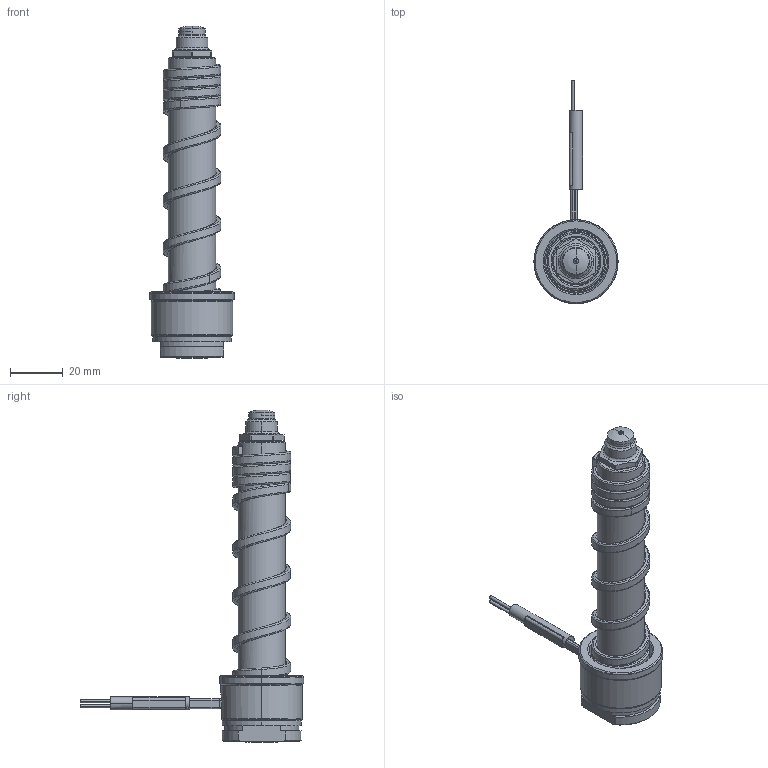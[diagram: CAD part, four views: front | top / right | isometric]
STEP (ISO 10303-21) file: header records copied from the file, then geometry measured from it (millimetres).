
FILE_DESCRIPTION((''),'2;1');
FILE_NAME('SM-126-BES-R','2014-02-24T',('Íàòàëüÿ'),('IMID'),'PRO/ENGINEER BY PARAMETRIC TECHNOLOGY CORPORATION, 2010180','PRO/ENGINEER BY PARAMETRIC TECHNOLOGY CORPORATION, 2010180','');
FILE_SCHEMA(('CONFIG_CONTROL_DESIGN'));
Length unit declared in the file: millimetre
Products named in the file (1): SM-126-BES-R
Bounding box: 32 x 85 x 126.2 mm (x, y, z)
Volume: 41116.3 mm3; surface area: 21947 mm2
Topology: 1 solids, 9 shells, 342 faces, 896 edges, 536 vertices
Faces by surface type: cylinder 118, cone 64, bspline 57, plane 51, torus 32, revolution 9, extrusion 7, sphere 4
Entity records: 19680 total; most frequent: CARTESIAN_POINT 11642, ORIENTED_EDGE 1748, DIRECTION 1566, EDGE_CURVE 886, AXIS2_PLACEMENT_3D 624, VERTEX_POINT 536, EDGE_LOOP 364, CIRCLE 354
